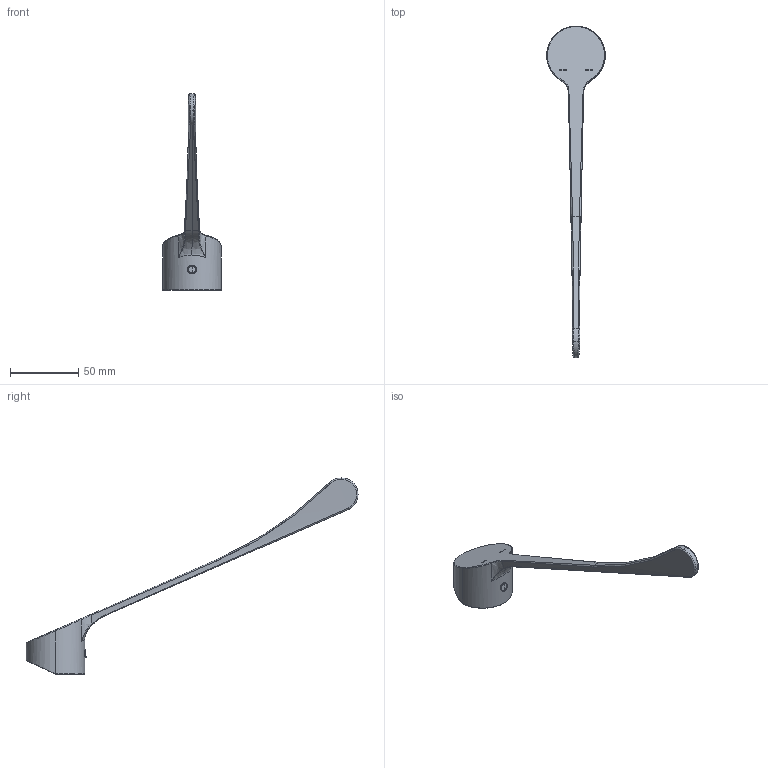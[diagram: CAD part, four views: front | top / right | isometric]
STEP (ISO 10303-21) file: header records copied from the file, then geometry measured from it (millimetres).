
FILE_DESCRIPTION(/* description */ (''),/* implementation_level */ '2;1');
FILE_NAME(/* name */ 'STEP - A525903100_9509107',/* time_stamp */ '2025-03-18T16:01:48+11:00',/* author */ (''),/* organization */ (''),/* preprocessor_version */ 'ST-DEVELOPER v16.5',/* originating_system */ 'Rhino 7.37',/* authorisation */ '');
FILE_SCHEMA (('AUTOMOTIVE_DESIGN'));
Length unit declared in the file: millimetre
Products named in the file (1): Document
Bounding box: 43 x 243.5 x 143.83 mm (x, y, z)
Surface area: 18736.9 mm2 (no closed solid volume)
Topology: 0 solids, 5 shells, 157 faces, 436 edges, 251 vertices
Faces by surface type: bspline 74, cylinder 43, plane 40
Entity records: 11836 total; most frequent: CARTESIAN_POINT 9253, ORIENTED_EDGE 779, EDGE_CURVE 424, B_SPLINE_CURVE_WITH_KNOTS 297, VERTEX_POINT 251, EDGE_LOOP 167, ADVANCED_FACE 157, FACE_OUTER_BOUND 157
